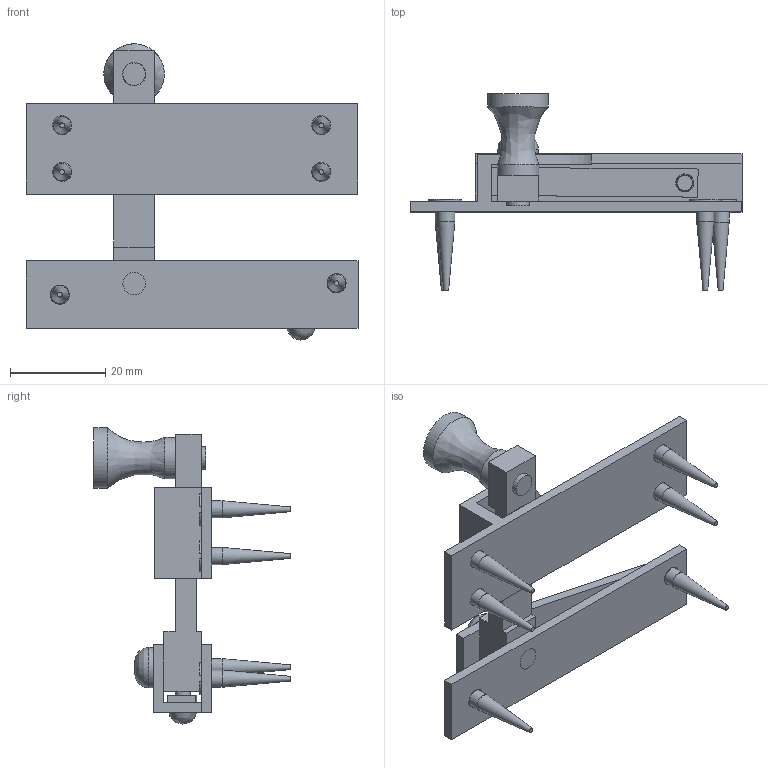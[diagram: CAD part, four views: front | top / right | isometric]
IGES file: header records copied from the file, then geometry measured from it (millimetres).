
Global section: file name: P6278; native system: Autodesk Inventor 2018; preprocessor: unknown; author: ashami; date: 20180911.141712; units: millimetre
Bounding box: 69.7 x 41.2 x 62.2 mm (x, y, z)
Volume: 12935.1 mm3; surface area: 13706 mm2
Topology: 13 solids, 13 shells, 151 faces, 381 edges, 260 vertices
Faces by surface type: bspline 151
